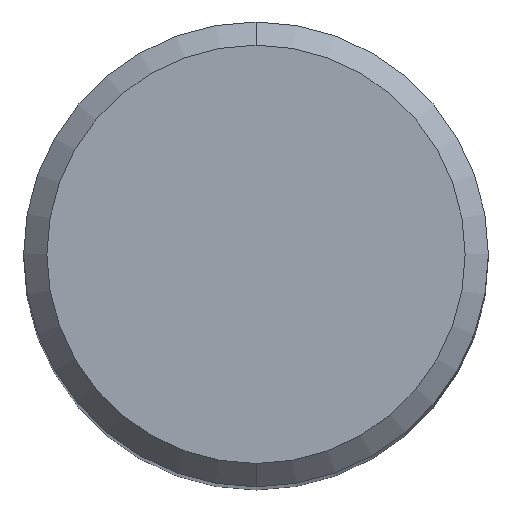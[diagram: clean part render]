
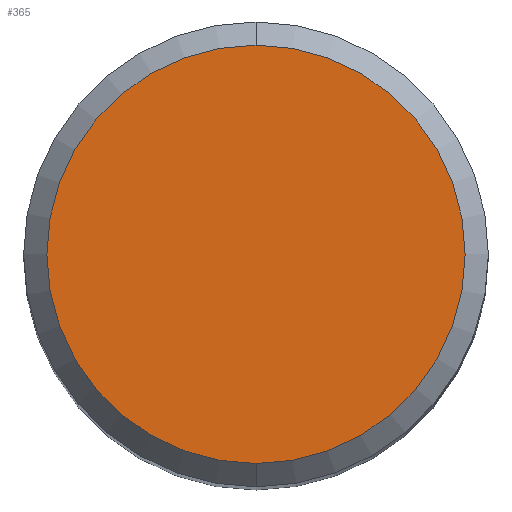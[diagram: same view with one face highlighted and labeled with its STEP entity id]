
A CAD part, top view. The second image highlights one B-rep face of the part: STEP entity #365.
In plain terms, the highlighted planar face has unit normal (0, 0, 1).
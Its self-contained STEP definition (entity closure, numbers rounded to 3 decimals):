
#227=VERTEX_POINT('',#540);
#237=EDGE_CURVE('',#227,#425,#551,.T.);
#337=EDGE_CURVE('',#425,#227,#660,.T.);
#365=ADVANCED_FACE('',(#690),#691,.T.);
#425=VERTEX_POINT('',#758);
#540=CARTESIAN_POINT('',(0.0,4.5,0.0));
#551=CIRCLE('',#938,4.5);
#660=CIRCLE('',#1160,4.5);
#690=FACE_OUTER_BOUND('',#1226,.T.);
#691=PLANE('',#1227);
#758=CARTESIAN_POINT('',(0.,-4.5,0.0));
#938=AXIS2_PLACEMENT_3D('',#1554,#1555,#1556);
#1160=AXIS2_PLACEMENT_3D('',#1678,#1679,#1680);
#1226=EDGE_LOOP('',(#1705,#1706));
#1227=AXIS2_PLACEMENT_3D('',#1707,#1708,#1709);
#1554=CARTESIAN_POINT('',(0.0,0.0,0.0));
#1555=DIRECTION('',(0.0,0.0,-1.0));
#1556=DIRECTION('',(0.0,1.0,0.0));
#1678=CARTESIAN_POINT('',(0.0,0.0,0.0));
#1679=DIRECTION('',(0.0,0.0,-1.0));
#1680=DIRECTION('',(0.0,1.0,0.0));
#1705=ORIENTED_EDGE('',*,*,#237,.F.);
#1706=ORIENTED_EDGE('',*,*,#337,.F.);
#1707=CARTESIAN_POINT('',(0.0,2.25,0.0));
#1708=DIRECTION('',(-0.0,0.0,1.0));
#1709=DIRECTION('',(0.0,-1.0,0.0));
